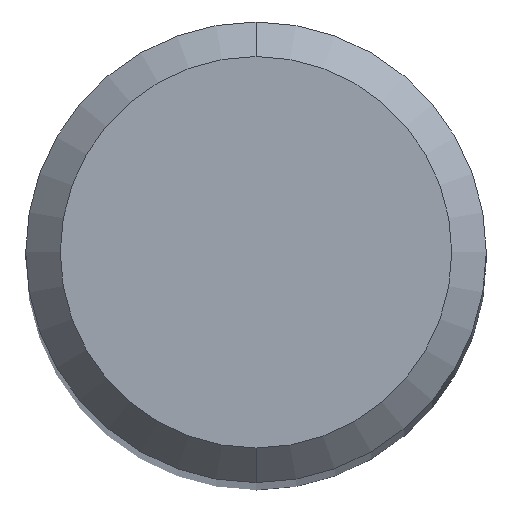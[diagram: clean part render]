
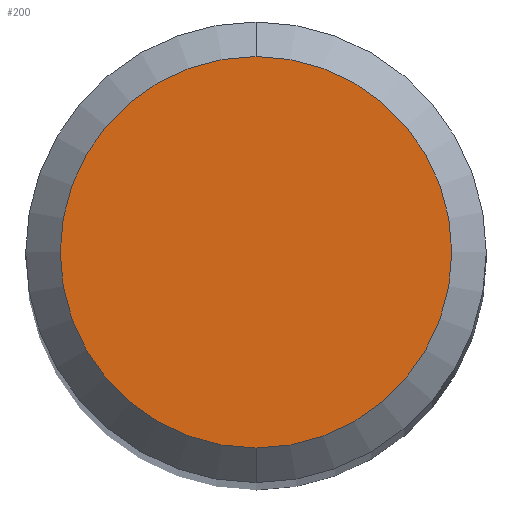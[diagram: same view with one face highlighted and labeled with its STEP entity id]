
A CAD part, top view. The second image highlights one B-rep face of the part: STEP entity #200.
In plain terms, the highlighted planar face has unit normal (0, 0, 1).
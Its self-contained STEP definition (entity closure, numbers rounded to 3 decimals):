
#118=VERTEX_POINT('',#261);
#168=EDGE_CURVE('',#172,#118,#318,.T.);
#172=VERTEX_POINT('',#322);
#190=EDGE_CURVE('',#118,#172,#344,.T.);
#200=ADVANCED_FACE('',(#355),#356,.T.);
#261=CARTESIAN_POINT('',(0.0,1.7,0.0));
#318=CIRCLE('',#498,1.7);
#322=CARTESIAN_POINT('',(0.,-1.7,0.0));
#344=CIRCLE('',#525,1.7);
#355=FACE_OUTER_BOUND('',#538,.T.);
#356=PLANE('',#539);
#498=AXIS2_PLACEMENT_3D('',#659,#660,#661);
#525=AXIS2_PLACEMENT_3D('',#698,#699,#700);
#538=EDGE_LOOP('',(#714,#715));
#539=AXIS2_PLACEMENT_3D('',#716,#717,#718);
#659=CARTESIAN_POINT('',(0.0,0.0,0.0));
#660=DIRECTION('',(0.0,0.0,-1.0));
#661=DIRECTION('',(0.0,1.0,0.0));
#698=CARTESIAN_POINT('',(0.0,0.0,0.0));
#699=DIRECTION('',(0.0,0.0,-1.0));
#700=DIRECTION('',(0.0,1.0,0.0));
#714=ORIENTED_EDGE('',*,*,#190,.F.);
#715=ORIENTED_EDGE('',*,*,#168,.F.);
#716=CARTESIAN_POINT('',(0.0,0.85,0.0));
#717=DIRECTION('',(-0.0,0.0,1.0));
#718=DIRECTION('',(0.0,-1.0,0.0));
